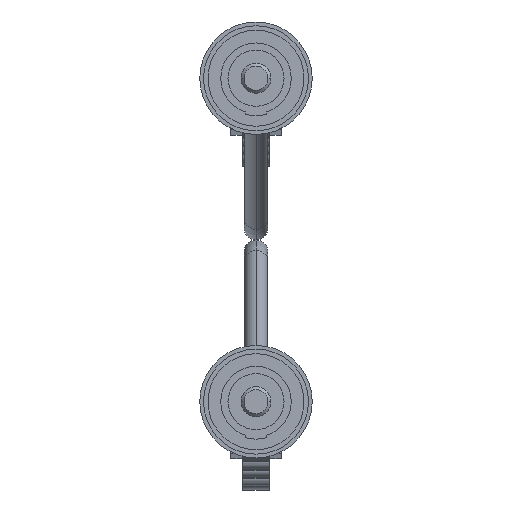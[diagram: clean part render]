
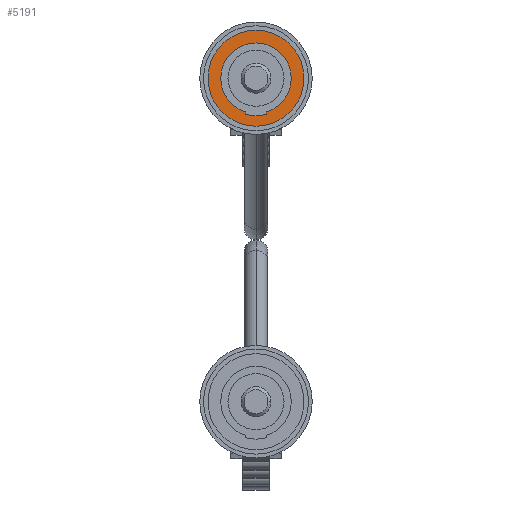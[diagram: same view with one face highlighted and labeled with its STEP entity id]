
A CAD part, left-side view. The second image highlights one B-rep face of the part: STEP entity #5191.
In plain terms, the highlighted face is planar.
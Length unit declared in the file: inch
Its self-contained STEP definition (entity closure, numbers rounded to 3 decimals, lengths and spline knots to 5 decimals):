
#351 = CIRCLE ( 'NONE', #1121, 0.1175 ) ;
#554 = VERTEX_POINT ( 'NONE', #12999 ) ;
#701 = CARTESIAN_POINT ( 'NONE',  ( -0.11217, 0.185, 0.035 ) ) ;
#748 = ORIENTED_EDGE ( 'NONE', *, *, #5123, .F. ) ;
#882 = CARTESIAN_POINT ( 'NONE',  ( 0., 0.185, 0. ) ) ;
#973 = CIRCLE ( 'NONE', #8717, 0.1175 ) ;
#1023 = EDGE_LOOP ( 'NONE', ( #2081, #9391, #7751, #1207, #12393, #748 ) ) ;
#1121 = AXIS2_PLACEMENT_3D ( 'NONE', #10385, #14857, #8907 ) ;
#1207 = ORIENTED_EDGE ( 'NONE', *, *, #7321, .F. ) ;
#1826 = EDGE_CURVE ( 'NONE', #1827, #2097, #5628, .T. ) ;
#1827 = VERTEX_POINT ( 'NONE', #14189 ) ;
#2081 = ORIENTED_EDGE ( 'NONE', *, *, #5075, .F. ) ;
#2097 = VERTEX_POINT ( 'NONE', #701 ) ;
#2284 = VERTEX_POINT ( 'NONE', #5911 ) ;
#2367 = CARTESIAN_POINT ( 'NONE',  ( -0.11217, 0.185, -0.035 ) ) ;
#2444 = DIRECTION ( 'NONE',  ( 0., 0., 1. ) ) ;
#2582 = AXIS2_PLACEMENT_3D ( 'NONE', #6049, #4637, #2444 ) ;
#2825 = VECTOR ( 'NONE', #7136, 39.37008 ) ;
#3019 = CARTESIAN_POINT ( 'NONE',  ( -0.11217, 0.185, -0.035 ) ) ;
#3078 = LINE ( 'NONE', #2367, #2825 ) ;
#3080 = CARTESIAN_POINT ( 'NONE',  ( 0., 0.185, -0.16 ) ) ;
#3123 = CIRCLE ( 'NONE', #4125, 0.16 ) ;
#3327 = AXIS2_PLACEMENT_3D ( 'NONE', #10853, #5978, #4722 ) ;
#4058 = CARTESIAN_POINT ( 'NONE',  ( 0., 0.185, 0. ) ) ;
#4125 = AXIS2_PLACEMENT_3D ( 'NONE', #882, #9499, #14039 ) ;
#4136 = DIRECTION ( 'NONE',  ( 0., 0., 1. ) ) ;
#4196 = EDGE_CURVE ( 'NONE', #7894, #12871, #11385, .T. ) ;
#4637 = DIRECTION ( 'NONE',  ( 0., 1., 0. ) ) ;
#4722 = DIRECTION ( 'NONE',  ( 0., 0., 1. ) ) ;
#5075 = EDGE_CURVE ( 'NONE', #11188, #554, #3078, .T. ) ;
#5123 = EDGE_CURVE ( 'NONE', #554, #1827, #13089, .T. ) ;
#5191 = ADVANCED_FACE ( 'NONE', ( #7284, #12174 ), #10786, .T. ) ;
#5258 = EDGE_LOOP ( 'NONE', ( #11220, #7293 ) ) ;
#5628 = LINE ( 'NONE', #11758, #9601 ) ;
#5861 = CARTESIAN_POINT ( 'NONE',  ( 0., 0.185, 0. ) ) ;
#5911 = CARTESIAN_POINT ( 'NONE',  ( 0., 0.185, 0.16 ) ) ;
#5944 = DIRECTION ( 'NONE',  ( 0., 0., 1. ) ) ;
#5978 = DIRECTION ( 'NONE',  ( 0., 1., 0. ) ) ;
#5992 = VERTEX_POINT ( 'NONE', #3080 ) ;
#6049 = CARTESIAN_POINT ( 'NONE',  ( 0., 0.185, 0. ) ) ;
#6352 = CARTESIAN_POINT ( 'NONE',  ( 0., 0.185, 0. ) ) ;
#7136 = DIRECTION ( 'NONE',  ( -1., 0., 0. ) ) ;
#7284 = FACE_OUTER_BOUND ( 'NONE', #5258, .T. ) ;
#7293 = ORIENTED_EDGE ( 'NONE', *, *, #12815, .T. ) ;
#7321 = EDGE_CURVE ( 'NONE', #2097, #7894, #351, .T. ) ;
#7751 = ORIENTED_EDGE ( 'NONE', *, *, #4196, .F. ) ;
#7894 = VERTEX_POINT ( 'NONE', #7969 ) ;
#7969 = CARTESIAN_POINT ( 'NONE',  ( 0., 0.185, 0.1175 ) ) ;
#8717 = AXIS2_PLACEMENT_3D ( 'NONE', #5861, #11751, #5944 ) ;
#8907 = DIRECTION ( 'NONE',  ( 0., 0., 1. ) ) ;
#8915 = CIRCLE ( 'NONE', #13665, 0.16 ) ;
#9391 = ORIENTED_EDGE ( 'NONE', *, *, #15195, .F. ) ;
#9499 = DIRECTION ( 'NONE',  ( 0., 1., 0. ) ) ;
#9601 = VECTOR ( 'NONE', #13173, 39.37008 ) ;
#9626 = AXIS2_PLACEMENT_3D ( 'NONE', #4058, #10030, #4136 ) ;
#9892 = CARTESIAN_POINT ( 'NONE',  ( 0., 0.185, -0.1175 ) ) ;
#10030 = DIRECTION ( 'NONE',  ( 0., 1., 0. ) ) ;
#10128 = EDGE_CURVE ( 'NONE', #2284, #5992, #3123, .T. ) ;
#10385 = CARTESIAN_POINT ( 'NONE',  ( 0., 0.185, 0. ) ) ;
#10786 = PLANE ( 'NONE',  #2582 ) ;
#10853 = CARTESIAN_POINT ( 'NONE',  ( 0., 0.185, 0. ) ) ;
#11188 = VERTEX_POINT ( 'NONE', #3019 ) ;
#11220 = ORIENTED_EDGE ( 'NONE', *, *, #10128, .T. ) ;
#11385 = CIRCLE ( 'NONE', #9626, 0.1175 ) ;
#11751 = DIRECTION ( 'NONE',  ( 0., 1., 0. ) ) ;
#11758 = CARTESIAN_POINT ( 'NONE',  ( -0.11217, 0.185, 0.035 ) ) ;
#12174 = FACE_BOUND ( 'NONE', #1023, .T. ) ;
#12393 = ORIENTED_EDGE ( 'NONE', *, *, #1826, .F. ) ;
#12815 = EDGE_CURVE ( 'NONE', #5992, #2284, #8915, .T. ) ;
#12871 = VERTEX_POINT ( 'NONE', #9892 ) ;
#12999 = CARTESIAN_POINT ( 'NONE',  ( -0.12, 0.185, -0.035 ) ) ;
#13089 = CIRCLE ( 'NONE', #3327, 0.125 ) ;
#13173 = DIRECTION ( 'NONE',  ( 1., 0., 0. ) ) ;
#13665 = AXIS2_PLACEMENT_3D ( 'NONE', #6352, #14825, #14900 ) ;
#14039 = DIRECTION ( 'NONE',  ( 0., 0., 1. ) ) ;
#14189 = CARTESIAN_POINT ( 'NONE',  ( -0.12, 0.185, 0.035 ) ) ;
#14825 = DIRECTION ( 'NONE',  ( 0., 1., 0. ) ) ;
#14857 = DIRECTION ( 'NONE',  ( 0., 1., 0. ) ) ;
#14900 = DIRECTION ( 'NONE',  ( 0., 0., 1. ) ) ;
#15195 = EDGE_CURVE ( 'NONE', #12871, #11188, #973, .T. ) ;
